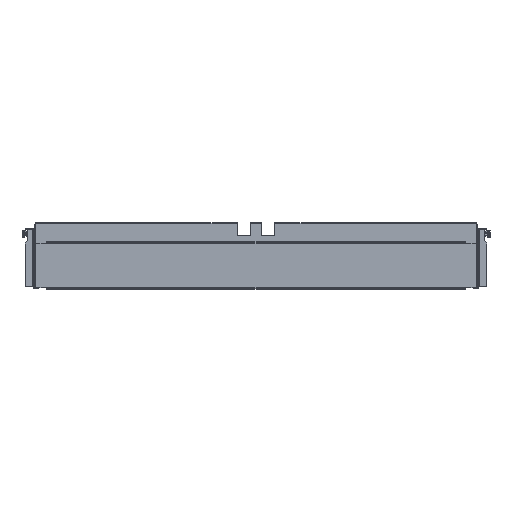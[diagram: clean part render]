
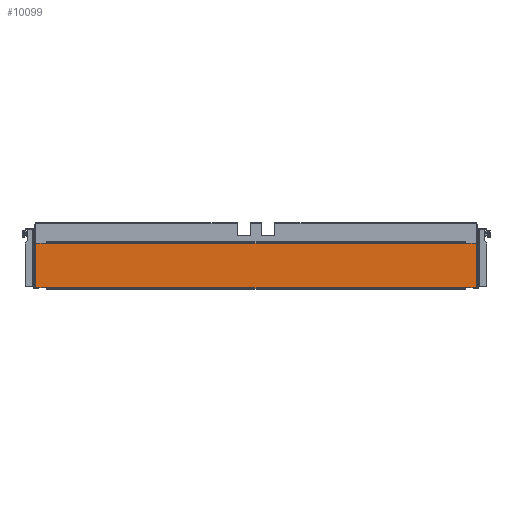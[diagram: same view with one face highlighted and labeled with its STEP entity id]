
A CAD part, front view. The second image highlights one B-rep face of the part: STEP entity #10099.
In plain terms, the highlighted planar face has unit normal (0, -1, 0).
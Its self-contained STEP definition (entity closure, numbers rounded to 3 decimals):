
#8 = VECTOR ( 'NONE', #3376, 1000. ) ;
#80 = CARTESIAN_POINT ( 'NONE',  ( -43.5, -1.5, 73.85 ) ) ;
#341 = LINE ( 'NONE', #14716, #3232 ) ;
#477 = CARTESIAN_POINT ( 'NONE',  ( 506., -1.5, -73.85 ) ) ;
#495 = ORIENTED_EDGE ( 'NONE', *, *, #13758, .F. ) ;
#674 = DIRECTION ( 'NONE',  ( 0., 0., -1. ) ) ;
#929 = DIRECTION ( 'NONE',  ( 0., 0., -1. ) ) ;
#1160 = CARTESIAN_POINT ( 'NONE',  ( -506., -1.5, 73.85 ) ) ;
#1172 = EDGE_CURVE ( 'NONE', #13047, #8984, #11686, .T. ) ;
#1184 = ORIENTED_EDGE ( 'NONE', *, *, #1172, .F. ) ;
#1199 = VERTEX_POINT ( 'NONE', #7339 ) ;
#1220 = VECTOR ( 'NONE', #3375, 1000. ) ;
#1277 = VERTEX_POINT ( 'NONE', #1325 ) ;
#1325 = CARTESIAN_POINT ( 'NONE',  ( -13.5, -1.5, 45.45 ) ) ;
#1402 = CARTESIAN_POINT ( 'NONE',  ( 481., -1.5, -74.85 ) ) ;
#1475 = VECTOR ( 'NONE', #8259, 1000. ) ;
#1615 = EDGE_CURVE ( 'NONE', #15339, #9136, #11486, .T. ) ;
#1970 = EDGE_CURVE ( 'NONE', #6850, #5273, #10303, .T. ) ;
#1986 = VERTEX_POINT ( 'NONE', #7182 ) ;
#2070 = EDGE_CURVE ( 'NONE', #2554, #15339, #8375, .T. ) ;
#2334 = CARTESIAN_POINT ( 'NONE',  ( 481., -1.5, -74.85 ) ) ;
#2406 = ORIENTED_EDGE ( 'NONE', *, *, #4403, .F. ) ;
#2420 = DIRECTION ( 'NONE',  ( 0., 0., -1. ) ) ;
#2422 = DIRECTION ( 'NONE',  ( 1., 0., 0. ) ) ;
#2554 = VERTEX_POINT ( 'NONE', #15619 ) ;
#2998 = ORIENTED_EDGE ( 'NONE', *, *, #3938, .F. ) ;
#3232 = VECTOR ( 'NONE', #7208, 1000. ) ;
#3261 = DIRECTION ( 'NONE',  ( 0., 0., 1. ) ) ;
#3339 = EDGE_CURVE ( 'NONE', #15000, #14286, #4258, .T. ) ;
#3375 = DIRECTION ( 'NONE',  ( 0., 0., 1. ) ) ;
#3376 = DIRECTION ( 'NONE',  ( -1., 0., 0. ) ) ;
#3453 = VECTOR ( 'NONE', #2422, 1000. ) ;
#3523 = CARTESIAN_POINT ( 'NONE',  ( -506., -1.5, -73.85 ) ) ;
#3632 = CARTESIAN_POINT ( 'NONE',  ( 13.5, -1.5, -73.85 ) ) ;
#3651 = DIRECTION ( 'NONE',  ( 1., 0., 0. ) ) ;
#3669 = LINE ( 'NONE', #7184, #8 ) ;
#3682 = ORIENTED_EDGE ( 'NONE', *, *, #8730, .F. ) ;
#3938 = EDGE_CURVE ( 'NONE', #1986, #14286, #3669, .T. ) ;
#4258 = LINE ( 'NONE', #2334, #14099 ) ;
#4309 = ORIENTED_EDGE ( 'NONE', *, *, #6544, .F. ) ;
#4337 = FACE_OUTER_BOUND ( 'NONE', #10526, .T. ) ;
#4403 = EDGE_CURVE ( 'NONE', #5273, #15469, #10991, .T. ) ;
#4446 = CARTESIAN_POINT ( 'NONE',  ( 506., -1.5, -73.85 ) ) ;
#4650 = CARTESIAN_POINT ( 'NONE',  ( 481., -1.5, -73.85 ) ) ;
#4728 = DIRECTION ( 'NONE',  ( 0., 0., 1. ) ) ;
#4740 = CARTESIAN_POINT ( 'NONE',  ( -43.5, -1.5, -73.85 ) ) ;
#4767 = ORIENTED_EDGE ( 'NONE', *, *, #1970, .F. ) ;
#4819 = DIRECTION ( 'NONE',  ( 0., 0., -1. ) ) ;
#4865 = CARTESIAN_POINT ( 'NONE',  ( -43.5, -1.5, 45.45 ) ) ;
#4982 = LINE ( 'NONE', #12794, #12896 ) ;
#5273 = VERTEX_POINT ( 'NONE', #9401 ) ;
#5638 = EDGE_CURVE ( 'NONE', #1199, #5979, #14037, .T. ) ;
#5739 = EDGE_CURVE ( 'NONE', #15000, #1199, #4982, .T. ) ;
#5931 = VERTEX_POINT ( 'NONE', #15442 ) ;
#5979 = VERTEX_POINT ( 'NONE', #9331 ) ;
#6137 = CARTESIAN_POINT ( 'NONE',  ( -13.5, -1.5, 73.85 ) ) ;
#6409 = ORIENTED_EDGE ( 'NONE', *, *, #1615, .F. ) ;
#6502 = ORIENTED_EDGE ( 'NONE', *, *, #5739, .F. ) ;
#6544 = EDGE_CURVE ( 'NONE', #7627, #13047, #8819, .T. ) ;
#6850 = VERTEX_POINT ( 'NONE', #8839 ) ;
#6854 = DIRECTION ( 'NONE',  ( 0., 0., 1. ) ) ;
#6920 = PLANE ( 'NONE',  #11440 ) ;
#7182 = CARTESIAN_POINT ( 'NONE',  ( 506., -1.5, -73.85 ) ) ;
#7184 = CARTESIAN_POINT ( 'NONE',  ( -506., -1.5, -73.85 ) ) ;
#7208 = DIRECTION ( 'NONE',  ( 0., 0., 1. ) ) ;
#7261 = VECTOR ( 'NONE', #2420, 1000. ) ;
#7323 = LINE ( 'NONE', #477, #9792 ) ;
#7339 = CARTESIAN_POINT ( 'NONE',  ( -481., -1.5, -74.85 ) ) ;
#7355 = ORIENTED_EDGE ( 'NONE', *, *, #14321, .F. ) ;
#7489 = CARTESIAN_POINT ( 'NONE',  ( 506., -1.5, 73.85 ) ) ;
#7598 = DIRECTION ( 'NONE',  ( 1., 0., 0. ) ) ;
#7627 = VERTEX_POINT ( 'NONE', #10699 ) ;
#7652 = LINE ( 'NONE', #10555, #13576 ) ;
#7762 = EDGE_CURVE ( 'NONE', #1277, #13826, #341, .T. ) ;
#7934 = DIRECTION ( 'NONE',  ( 0., 0., 1. ) ) ;
#8201 = CARTESIAN_POINT ( 'NONE',  ( -506., -1.5, 73.85 ) ) ;
#8259 = DIRECTION ( 'NONE',  ( 1., 0., 0. ) ) ;
#8375 = LINE ( 'NONE', #3632, #8959 ) ;
#8460 = CARTESIAN_POINT ( 'NONE',  ( 13.5, -1.5, 45.45 ) ) ;
#8576 = CARTESIAN_POINT ( 'NONE',  ( 506., -1.5, 45.45 ) ) ;
#8638 = VERTEX_POINT ( 'NONE', #4865 ) ;
#8660 = LINE ( 'NONE', #14964, #11163 ) ;
#8730 = EDGE_CURVE ( 'NONE', #5979, #5931, #14013, .T. ) ;
#8819 = LINE ( 'NONE', #8201, #1475 ) ;
#8839 = CARTESIAN_POINT ( 'NONE',  ( -506., -1.5, 70.85 ) ) ;
#8959 = VECTOR ( 'NONE', #4819, 1000. ) ;
#8984 = VERTEX_POINT ( 'NONE', #12795 ) ;
#9136 = VERTEX_POINT ( 'NONE', #10639 ) ;
#9331 = CARTESIAN_POINT ( 'NONE',  ( -481., -1.5, -73.85 ) ) ;
#9401 = CARTESIAN_POINT ( 'NONE',  ( -506., -1.5, 73.85 ) ) ;
#9438 = ORIENTED_EDGE ( 'NONE', *, *, #13393, .F. ) ;
#9501 = ORIENTED_EDGE ( 'NONE', *, *, #2070, .F. ) ;
#9792 = VECTOR ( 'NONE', #7934, 1000. ) ;
#9894 = CARTESIAN_POINT ( 'NONE',  ( 506., -1.5, 73.85 ) ) ;
#10083 = EDGE_CURVE ( 'NONE', #9136, #7627, #7652, .T. ) ;
#10099 = ADVANCED_FACE ( 'NONE', ( #4337 ), #6920, .T. ) ;
#10303 = LINE ( 'NONE', #15690, #1220 ) ;
#10421 = CARTESIAN_POINT ( 'NONE',  ( -481., -1.5, -74.85 ) ) ;
#10498 = DIRECTION ( 'NONE',  ( 0., -1., 0. ) ) ;
#10525 = DIRECTION ( 'NONE',  ( 0., 0., 1. ) ) ;
#10526 = EDGE_LOOP ( 'NONE', ( #11099, #6409, #9501, #495, #12243, #7355, #9438, #2406, #4767, #15893, #3682, #13843, #6502, #12426, #2998, #14623, #1184, #4309 ) ) ;
#10555 = CARTESIAN_POINT ( 'NONE',  ( 43.5, -1.5, -73.85 ) ) ;
#10591 = VECTOR ( 'NONE', #10525, 1000. ) ;
#10639 = CARTESIAN_POINT ( 'NONE',  ( 43.5, -1.5, 45.45 ) ) ;
#10699 = CARTESIAN_POINT ( 'NONE',  ( 43.5, -1.5, 73.85 ) ) ;
#10991 = LINE ( 'NONE', #12240, #13476 ) ;
#11052 = DIRECTION ( 'NONE',  ( 1., 0., 0. ) ) ;
#11099 = ORIENTED_EDGE ( 'NONE', *, *, #10083, .F. ) ;
#11163 = VECTOR ( 'NONE', #7598, 1000. ) ;
#11440 = AXIS2_PLACEMENT_3D ( 'NONE', #4446, #10498, #674 ) ;
#11486 = LINE ( 'NONE', #8576, #13771 ) ;
#11575 = LINE ( 'NONE', #11736, #13481 ) ;
#11686 = LINE ( 'NONE', #9894, #7261 ) ;
#11736 = CARTESIAN_POINT ( 'NONE',  ( -506., -1.5, 73.85 ) ) ;
#11914 = VECTOR ( 'NONE', #12053, 1000. ) ;
#11958 = VECTOR ( 'NONE', #929, 1000. ) ;
#12053 = DIRECTION ( 'NONE',  ( -1., 0., 0. ) ) ;
#12240 = CARTESIAN_POINT ( 'NONE',  ( -506., -1.5, 73.85 ) ) ;
#12243 = ORIENTED_EDGE ( 'NONE', *, *, #7762, .F. ) ;
#12325 = LINE ( 'NONE', #1160, #3453 ) ;
#12426 = ORIENTED_EDGE ( 'NONE', *, *, #3339, .T. ) ;
#12794 = CARTESIAN_POINT ( 'NONE',  ( 481., -1.5, -74.85 ) ) ;
#12795 = CARTESIAN_POINT ( 'NONE',  ( 506., -1.5, 70.85 ) ) ;
#12896 = VECTOR ( 'NONE', #14015, 1000. ) ;
#13047 = VERTEX_POINT ( 'NONE', #7489 ) ;
#13118 = LINE ( 'NONE', #4740, #11958 ) ;
#13223 = EDGE_CURVE ( 'NONE', #5931, #6850, #11575, .T. ) ;
#13393 = EDGE_CURVE ( 'NONE', #15469, #8638, #13118, .T. ) ;
#13476 = VECTOR ( 'NONE', #11052, 1000. ) ;
#13481 = VECTOR ( 'NONE', #6854, 1000. ) ;
#13576 = VECTOR ( 'NONE', #3261, 1000. ) ;
#13758 = EDGE_CURVE ( 'NONE', #13826, #2554, #12325, .T. ) ;
#13771 = VECTOR ( 'NONE', #3651, 1000. ) ;
#13826 = VERTEX_POINT ( 'NONE', #6137 ) ;
#13843 = ORIENTED_EDGE ( 'NONE', *, *, #5638, .F. ) ;
#14013 = LINE ( 'NONE', #3523, #11914 ) ;
#14015 = DIRECTION ( 'NONE',  ( -1., 0., 0. ) ) ;
#14037 = LINE ( 'NONE', #10421, #10591 ) ;
#14099 = VECTOR ( 'NONE', #4728, 1000. ) ;
#14286 = VERTEX_POINT ( 'NONE', #4650 ) ;
#14321 = EDGE_CURVE ( 'NONE', #8638, #1277, #8660, .T. ) ;
#14623 = ORIENTED_EDGE ( 'NONE', *, *, #15050, .T. ) ;
#14716 = CARTESIAN_POINT ( 'NONE',  ( -13.5, -1.5, -73.85 ) ) ;
#14964 = CARTESIAN_POINT ( 'NONE',  ( 506., -1.5, 45.45 ) ) ;
#15000 = VERTEX_POINT ( 'NONE', #1402 ) ;
#15050 = EDGE_CURVE ( 'NONE', #1986, #8984, #7323, .T. ) ;
#15339 = VERTEX_POINT ( 'NONE', #8460 ) ;
#15442 = CARTESIAN_POINT ( 'NONE',  ( -506., -1.5, -73.85 ) ) ;
#15469 = VERTEX_POINT ( 'NONE', #80 ) ;
#15619 = CARTESIAN_POINT ( 'NONE',  ( 13.5, -1.5, 73.85 ) ) ;
#15690 = CARTESIAN_POINT ( 'NONE',  ( -506., -1.5, 73.85 ) ) ;
#15893 = ORIENTED_EDGE ( 'NONE', *, *, #13223, .F. ) ;
